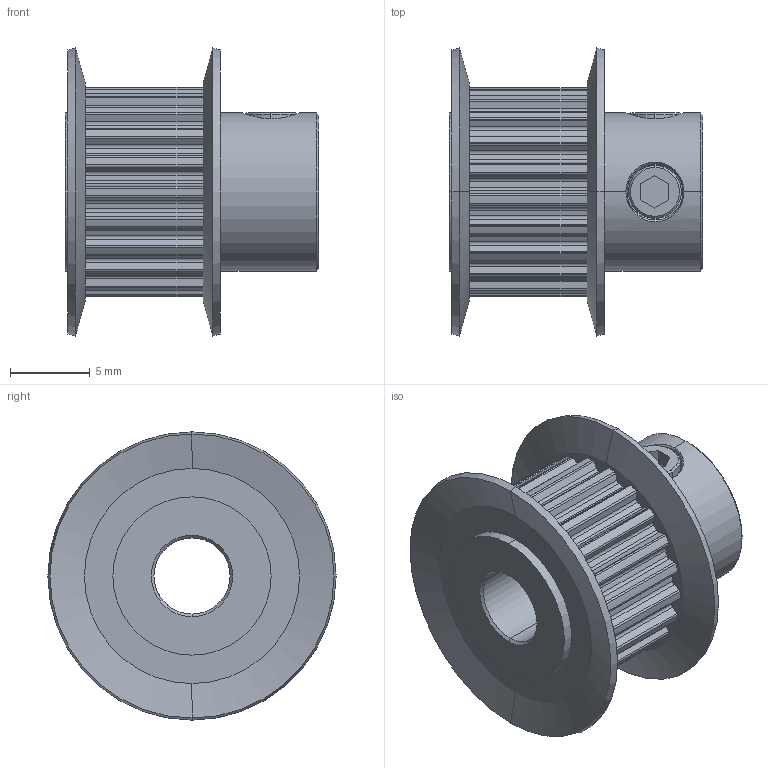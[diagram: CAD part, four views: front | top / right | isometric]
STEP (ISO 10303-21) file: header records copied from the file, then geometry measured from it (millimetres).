
FILE_DESCRIPTION (( 'STEP AP214' ), '1' );
FILE_NAME ('APB21MXL025BF-188.step', '2016-06-13T20:58:30', ( '' ), ( '' ), 'SwSTEP 2.0', 'SolidWorks 2016', '' );
FILE_SCHEMA (( 'AUTOMOTIVE_DESIGN' ));
Length unit declared in the file: inch
Products named in the file (1): APB21MXL025BF-188
Bounding box: 15.88 x 18.03 x 18.03 mm (x, y, z)
Volume: 1461.8 mm3; surface area: 1767.6 mm2
Topology: 3 solids, 3 shells, 247 faces, 693 edges, 455 vertices
Faces by surface type: cylinder 155, plane 66, cone 22, bspline 4
Entity records: 10921 total; most frequent: CARTESIAN_POINT 4218, DIRECTION 1485, ORIENTED_EDGE 1386, EDGE_CURVE 693, AXIS2_PLACEMENT_3D 572, VERTEX_POINT 455, LINE 341, VECTOR 341
